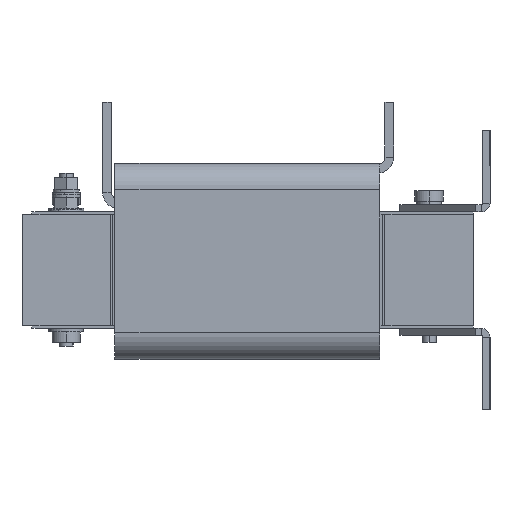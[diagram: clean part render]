
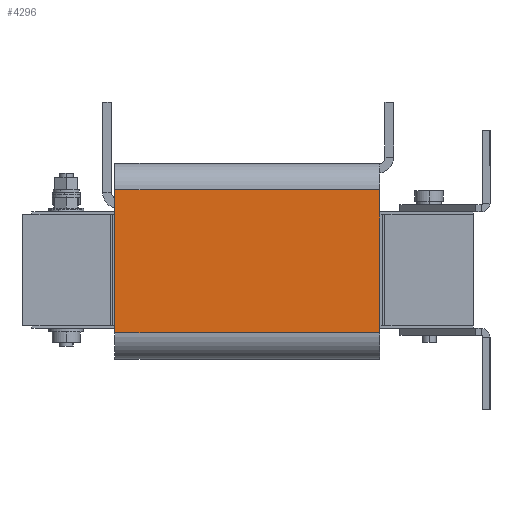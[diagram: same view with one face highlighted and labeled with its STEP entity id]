
A CAD part, left-side view. The second image highlights one B-rep face of the part: STEP entity #4296.
In plain terms, the highlighted planar face has unit normal (-1, 0, 0).
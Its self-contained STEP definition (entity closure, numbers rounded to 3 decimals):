
#374 = VERTEX_POINT ( 'NONE', #6784 ) ;
#518 = ORIENTED_EDGE ( 'NONE', *, *, #5409, .F. ) ;
#742 = DIRECTION ( 'NONE',  ( 0., 0., 1. ) ) ;
#1132 = DIRECTION ( 'NONE',  ( 0., -1., 0. ) ) ;
#1218 = CARTESIAN_POINT ( 'NONE',  ( -142.5, 75., -35.5 ) ) ;
#1422 = VERTEX_POINT ( 'NONE', #1855 ) ;
#1426 = PLANE ( 'NONE',  #3802 ) ;
#1530 = LINE ( 'NONE', #5669, #8751 ) ;
#1855 = CARTESIAN_POINT ( 'NONE',  ( -142.5, 75., 45.5 ) ) ;
#1972 = VERTEX_POINT ( 'NONE', #11586 ) ;
#3802 = AXIS2_PLACEMENT_3D ( 'NONE', #11623, #7892, #4278 ) ;
#3866 = DIRECTION ( 'NONE',  ( 0., 0., 1. ) ) ;
#4082 = VECTOR ( 'NONE', #742, 1000. ) ;
#4278 = DIRECTION ( 'NONE',  ( 0., 0., -1. ) ) ;
#4296 = ADVANCED_FACE ( 'Defeature ausgef�hrt1_49', ( #5984 ), #1426, .F. ) ;
#4389 = ORIENTED_EDGE ( 'NONE', *, *, #6208, .F. ) ;
#4397 = CARTESIAN_POINT ( 'NONE',  ( -142.5, 75., -35.5 ) ) ;
#4783 = EDGE_LOOP ( 'NONE', ( #8122, #4389, #518, #8370 ) ) ;
#5345 = LINE ( 'NONE', #6667, #11264 ) ;
#5409 = EDGE_CURVE ( 'Defeature ausgef�hrt1_40+Defeature ausgef�hrt1_49+Defeature ausgef�hrt1_48+Defeature ausgef�hrt1_42', #6523, #1422, #9016, .T. ) ;
#5669 = CARTESIAN_POINT ( 'NONE',  ( -142.5, -75., -35.5 ) ) ;
#5984 = FACE_OUTER_BOUND ( 'NONE', #4783, .T. ) ;
#6208 = EDGE_CURVE ( 'Defeature ausgef�hrt1_42+Defeature ausgef�hrt1_49+Defeature ausgef�hrt1_40+Defeature ausgef�hrt1_41', #1422, #1972, #5345, .T. ) ;
#6523 = VERTEX_POINT ( 'NONE', #9822 ) ;
#6667 = CARTESIAN_POINT ( 'NONE',  ( -142.5, 75., 45.5 ) ) ;
#6784 = CARTESIAN_POINT ( 'NONE',  ( -142.5, -75., -35.5 ) ) ;
#6789 = LINE ( 'NONE', #1218, #8402 ) ;
#7892 = DIRECTION ( 'NONE',  ( 1., 0., 0. ) ) ;
#8122 = ORIENTED_EDGE ( 'NONE', *, *, #8922, .T. ) ;
#8370 = ORIENTED_EDGE ( 'NONE', *, *, #11096, .T. ) ;
#8402 = VECTOR ( 'NONE', #11400, 1000. ) ;
#8751 = VECTOR ( 'NONE', #3866, 1000. ) ;
#8922 = EDGE_CURVE ( 'Defeature ausgef�hrt1_49+Defeature ausgef�hrt1_41+Defeature ausgef�hrt1_48+Defeature ausgef�hrt1_42', #374, #1972, #1530, .T. ) ;
#9016 = LINE ( 'NONE', #4397, #4082 ) ;
#9822 = CARTESIAN_POINT ( 'NONE',  ( -142.5, 75., -35.5 ) ) ;
#11096 = EDGE_CURVE ( 'Defeature ausgef�hrt1_49+Defeature ausgef�hrt1_48+Defeature ausgef�hrt1_40+Defeature ausgef�hrt1_41', #6523, #374, #6789, .T. ) ;
#11264 = VECTOR ( 'NONE', #1132, 1000. ) ;
#11400 = DIRECTION ( 'NONE',  ( 0., -1., 0. ) ) ;
#11586 = CARTESIAN_POINT ( 'NONE',  ( -142.5, -75., 45.5 ) ) ;
#11623 = CARTESIAN_POINT ( 'NONE',  ( -142.5, 75., -35.5 ) ) ;
